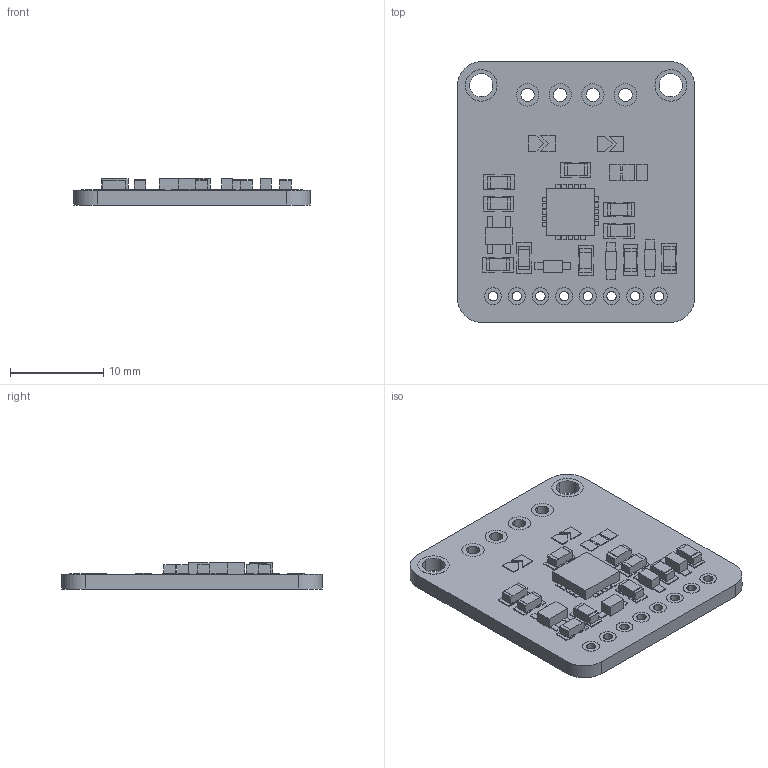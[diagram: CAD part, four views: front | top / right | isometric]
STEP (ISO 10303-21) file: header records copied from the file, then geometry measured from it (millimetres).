
FILE_DESCRIPTION((''),'2;1');
FILE_NAME('MAX31865_ASM','2021-06-08T21:39:04',('Konrad.McClure'),(''),'CREO PARAMETRIC BY PTC INC, 2019224','CREO PARAMETRIC BY PTC INC, 2019224','');
FILE_SCHEMA(('CONFIG_CONTROL_DESIGN','SHAPE_APPEARANCE_LAYERS_GROUPS'));
Length unit declared in the file: millimetre
Products named in the file (3): PLYTKA; MAX31865_1_ASM; MAX31865_ASM
Assembly tree (2 placements, depth 3):
  MAX31865_ASM
    MAX31865_1_ASM
      PLYTKA
Bounding box: 25.4 x 27.94 x 2.81 mm (x, y, z)
Volume: 1174.1 mm3; surface area: 1773.1 mm2
Topology: 1 solids, 1 shells, 521 faces, 1488 edges, 1020 vertices
Faces by surface type: plane 433, cylinder 88
Entity records: 18839 total; most frequent: CARTESIAN_POINT 3035, ORIENTED_EDGE 2976, DIRECTION 2802, EDGE_CURVE 1488, VECTOR 1228, LINE 1228, VERTEX_POINT 1020, AXIS2_PLACEMENT_3D 787
